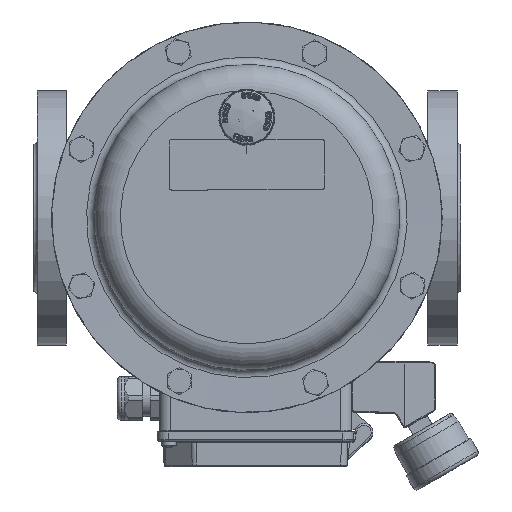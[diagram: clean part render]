
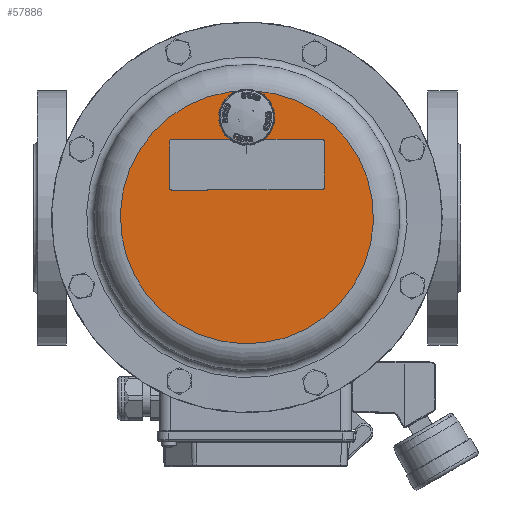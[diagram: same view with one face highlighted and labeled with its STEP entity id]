
A CAD part, top view. The second image highlights one B-rep face of the part: STEP entity #57886.
In plain terms, the highlighted planar face has unit normal (0, 0, 1).
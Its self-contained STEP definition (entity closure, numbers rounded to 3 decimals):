
#2441=FACE_BOUND('',#9305,.T.);
#2442=FACE_BOUND('',#9306,.T.);
#3371=PLANE('',#62750);
#5885=FACE_OUTER_BOUND('',#9304,.T.);
#9304=EDGE_LOOP('',(#46352));
#9305=EDGE_LOOP('',(#46353,#46354,#46355,#46356,#46357,#46358,#46359,#46360));
#9306=EDGE_LOOP('',(#46361,#46362));
#13459=CIRCLE('',#62034,10.35);
#13529=CIRCLE('',#62131,69.65);
#13782=CIRCLE('',#62692,1.);
#13783=CIRCLE('',#62695,1.);
#13784=CIRCLE('',#62698,1.);
#13785=CIRCLE('',#62701,1.);
#13786=CIRCLE('',#62751,10.35);
#16953=LINE('',#115554,#20214);
#16957=LINE('',#115563,#20218);
#16960=LINE('',#115571,#20221);
#16963=LINE('',#115579,#20224);
#20214=VECTOR('',#74354,1000.);
#20218=VECTOR('',#74364,1000.);
#20221=VECTOR('',#74373,1000.);
#20224=VECTOR('',#74382,1000.);
#24334=VERTEX_POINT('',#112208);
#24335=VERTEX_POINT('',#112209);
#24421=VERTEX_POINT('',#112793);
#24903=VERTEX_POINT('',#115552);
#24904=VERTEX_POINT('',#115553);
#24905=VERTEX_POINT('',#115558);
#24906=VERTEX_POINT('',#115562);
#24907=VERTEX_POINT('',#115566);
#24908=VERTEX_POINT('',#115570);
#24909=VERTEX_POINT('',#115574);
#24910=VERTEX_POINT('',#115578);
#31321=EDGE_CURVE('',#24334,#24335,#13459,.T.);
#31438=EDGE_CURVE('',#24421,#24421,#13529,.T.);
#32212=EDGE_CURVE('',#24903,#24904,#16953,.T.);
#32215=EDGE_CURVE('',#24904,#24905,#13782,.T.);
#32217=EDGE_CURVE('',#24905,#24906,#16957,.T.);
#32219=EDGE_CURVE('',#24906,#24907,#13783,.T.);
#32221=EDGE_CURVE('',#24907,#24908,#16960,.T.);
#32223=EDGE_CURVE('',#24908,#24909,#13784,.T.);
#32225=EDGE_CURVE('',#24909,#24910,#16963,.T.);
#32227=EDGE_CURVE('',#24910,#24903,#13785,.T.);
#32300=EDGE_CURVE('',#24335,#24334,#13786,.T.);
#46352=ORIENTED_EDGE('',*,*,#31438,.F.);
#46353=ORIENTED_EDGE('',*,*,#32227,.F.);
#46354=ORIENTED_EDGE('',*,*,#32225,.F.);
#46355=ORIENTED_EDGE('',*,*,#32223,.F.);
#46356=ORIENTED_EDGE('',*,*,#32221,.F.);
#46357=ORIENTED_EDGE('',*,*,#32219,.F.);
#46358=ORIENTED_EDGE('',*,*,#32217,.F.);
#46359=ORIENTED_EDGE('',*,*,#32215,.F.);
#46360=ORIENTED_EDGE('',*,*,#32212,.F.);
#46361=ORIENTED_EDGE('',*,*,#32300,.T.);
#46362=ORIENTED_EDGE('',*,*,#31321,.T.);
#57886=ADVANCED_FACE('',(#5885,#2441,#2442),#3371,.F.);
#62034=AXIS2_PLACEMENT_3D('',#112210,#72797,#72798);
#62131=AXIS2_PLACEMENT_3D('',#112795,#73017,#73018);
#62692=AXIS2_PLACEMENT_3D('',#115559,#74359,#74360);
#62695=AXIS2_PLACEMENT_3D('',#115567,#74368,#74369);
#62698=AXIS2_PLACEMENT_3D('',#115575,#74377,#74378);
#62701=AXIS2_PLACEMENT_3D('',#115582,#74386,#74387);
#62750=AXIS2_PLACEMENT_3D('',#115727,#74556,#74557);
#62751=AXIS2_PLACEMENT_3D('',#115728,#74558,#74559);
#72797=DIRECTION('center_axis',(0.,0.,
-1.));
#72798=DIRECTION('ref_axis',(-0.924,0.382,0.));
#73017=DIRECTION('center_axis',(0.,0.,
-1.));
#73018=DIRECTION('ref_axis',(-0.924,0.382,0.));
#74354=DIRECTION('',(-0.001,1.,0.));
#74359=DIRECTION('center_axis',(0.,0.,
1.));
#74360=DIRECTION('ref_axis',(0.001,-1.,0.));
#74364=DIRECTION('',(-1.,-0.001,0.));
#74368=DIRECTION('center_axis',(0.,0.,
1.));
#74369=DIRECTION('ref_axis',(0.001,-1.,0.));
#74373=DIRECTION('',(0.001,-1.,0.));
#74377=DIRECTION('center_axis',(0.,0.,
1.));
#74378=DIRECTION('ref_axis',(0.001,-1.,0.));
#74382=DIRECTION('',(1.,0.001,0.));
#74386=DIRECTION('center_axis',(0.,0.,
1.));
#74387=DIRECTION('ref_axis',(0.001,-1.,0.));
#74556=DIRECTION('center_axis',(0.,0.,
-1.));
#74557=DIRECTION('ref_axis',(-0.924,0.382,0.));
#74558=DIRECTION('center_axis',(0.,0.,
-1.));
#74559=DIRECTION('ref_axis',(-0.924,0.382,0.));
#112208=CARTESIAN_POINT('',(-0.063,65.209,301.));
#112209=CARTESIAN_POINT('',(-0.043,44.509,301.));
#112210=CARTESIAN_POINT('Origin',(-0.053,54.859,
301.));
#112793=CARTESIAN_POINT('',(64.374,-26.733,301.));
#112795=CARTESIAN_POINT('Origin',(0.,-0.141,
301.));
#115552=CARTESIAN_POINT('',(42.485,15.9,301.));
#115553=CARTESIAN_POINT('',(42.46,41.9,301.));
#115554=CARTESIAN_POINT('',(42.485,15.9,301.));
#115558=CARTESIAN_POINT('',(41.459,42.899,301.));
#115559=CARTESIAN_POINT('Origin',(41.46,41.899,301.));
#115562=CARTESIAN_POINT('',(-41.541,42.819,301.));
#115563=CARTESIAN_POINT('',(41.459,42.899,301.));
#115566=CARTESIAN_POINT('',(-42.54,41.818,301.));
#115567=CARTESIAN_POINT('Origin',(-41.54,41.819,301.));
#115570=CARTESIAN_POINT('',(-42.515,15.818,301.));
#115571=CARTESIAN_POINT('',(-42.515,15.818,301.));
#115574=CARTESIAN_POINT('',(-41.514,14.819,301.));
#115575=CARTESIAN_POINT('Origin',(-41.515,15.819,301.));
#115578=CARTESIAN_POINT('',(41.486,14.899,301.));
#115579=CARTESIAN_POINT('',(41.486,14.899,301.));
#115582=CARTESIAN_POINT('Origin',(41.485,15.899,301.));
#115727=CARTESIAN_POINT('Origin',(0.,-0.141,
301.));
#115728=CARTESIAN_POINT('Origin',(-0.053,54.859,
301.));
